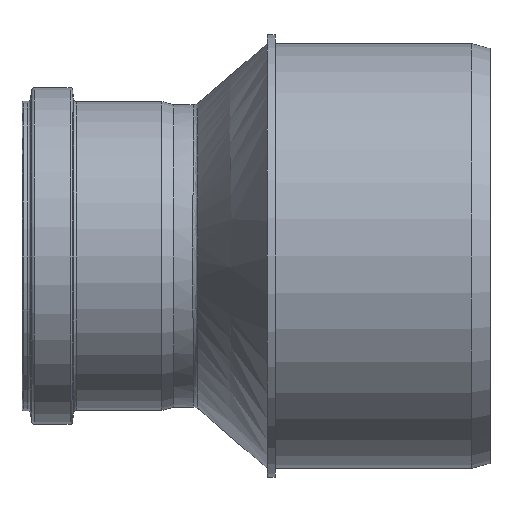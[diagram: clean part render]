
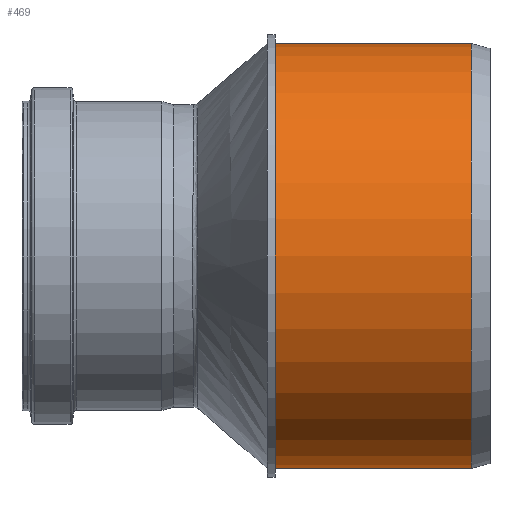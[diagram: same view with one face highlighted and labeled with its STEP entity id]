
A CAD part, left-side view. The second image highlights one B-rep face of the part: STEP entity #469.
In plain terms, the highlighted cylindrical face has radius 80.1 mm (diameter 160.2 mm), a full revolution.
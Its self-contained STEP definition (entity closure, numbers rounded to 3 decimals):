
#60=CYLINDRICAL_SURFACE('',#541,80.1);
#95=FACE_BOUND('',#210,.T.);
#135=FACE_OUTER_BOUND('',#209,.T.);
#209=EDGE_LOOP('',(#423));
#210=EDGE_LOOP('',(#424));
#212=CIRCLE('',#474,80.1);
#243=CIRCLE('',#536,80.1);
#247=VERTEX_POINT('',#688);
#284=VERTEX_POINT('',#1770);
#288=EDGE_CURVE('',#247,#247,#212,.T.);
#330=EDGE_CURVE('',#284,#284,#243,.T.);
#423=ORIENTED_EDGE('',*,*,#288,.T.);
#424=ORIENTED_EDGE('',*,*,#330,.F.);
#469=ADVANCED_FACE('',(#135,#95),#60,.T.);
#474=AXIS2_PLACEMENT_3D('',#689,#548,#549);
#536=AXIS2_PLACEMENT_3D('',#1771,#672,#673);
#541=AXIS2_PLACEMENT_3D('',#1778,#682,#683);
#548=DIRECTION('center_axis',(0.,-1.,0.));
#549=DIRECTION('ref_axis',(1.,0.,0.));
#672=DIRECTION('center_axis',(0.,-1.,0.));
#673=DIRECTION('ref_axis',(1.,0.,0.));
#682=DIRECTION('center_axis',(0.,-1.,0.));
#683=DIRECTION('ref_axis',(1.,0.,0.));
#688=CARTESIAN_POINT('',(-103.15,-31.024,0.));
#689=CARTESIAN_POINT('Origin',(-23.05,-31.024,0.));
#1770=CARTESIAN_POINT('',(57.05,-105.024,0.));
#1771=CARTESIAN_POINT('Origin',(-23.05,-105.024,0.));
#1778=CARTESIAN_POINT('Origin',(-23.05,-29.524,0.));
